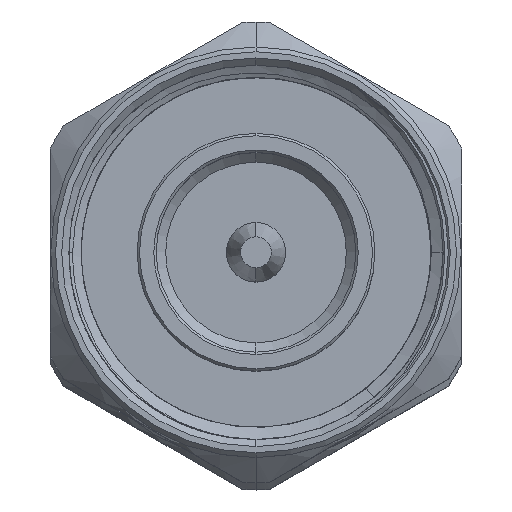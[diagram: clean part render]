
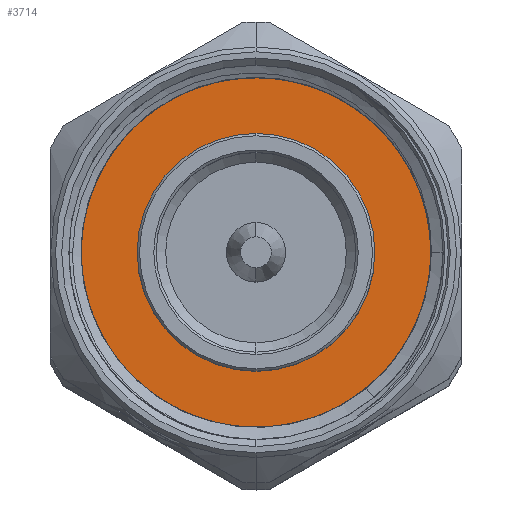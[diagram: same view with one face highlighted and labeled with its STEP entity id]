
A CAD part, top view. The second image highlights one B-rep face of the part: STEP entity #3714.
In plain terms, the highlighted face is planar.
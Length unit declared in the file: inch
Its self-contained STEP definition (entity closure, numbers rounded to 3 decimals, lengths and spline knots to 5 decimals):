
#1 = VERTEX_POINT ( 'NONE', #1751 ) ;
#20 = CARTESIAN_POINT ( 'NONE',  ( 0.3317, 0.22225, -0.30698 ) ) ;
#45 = CARTESIAN_POINT ( 'NONE',  ( 0.3317, 0.36886, -0.01871 ) ) ;
#102 = EDGE_CURVE ( 'NONE', #4231, #4790, #611, .T. ) ;
#147 = AXIS2_PLACEMENT_3D ( 'NONE', #740, #2288, #2312 ) ;
#169 = CARTESIAN_POINT ( 'NONE',  ( 0.3317, 0.20734, -0.31787 ) ) ;
#265 = CARTESIAN_POINT ( 'NONE',  ( 0.3317, 0., 0. ) ) ;
#396 = CARTESIAN_POINT ( 'NONE',  ( 0.3317, 0.02643, -0.38387 ) ) ;
#493 = CARTESIAN_POINT ( 'NONE',  ( 0.3317, -0.3937, 0. ) ) ;
#520 = CARTESIAN_POINT ( 'NONE',  ( 0.3317, 0.15955, -0.34614 ) ) ;
#611 = CIRCLE ( 'NONE', #3549, 0.24999 ) ;
#740 = CARTESIAN_POINT ( 'NONE',  ( 0.3317, 0., 0. ) ) ;
#745 = B_SPLINE_CURVE_WITH_KNOTS ( 'NONE', 3,
 ( #3125, #45, #4675, #1562, #1189, #1220, #2745, #1922, #3489, #3105, #1307, #2360, #3539, #20, #169, #4653, #520, #2771, #2598, #396, #2068, #1164, #2721, #836, #4282, #3921, #2479, #781, #2386, #809, #3897, #1946, #3512, #3947 ),
 .UNSPECIFIED., .F., .F.,
 ( 4, 2, 2, 2, 2, 2, 2, 2, 2, 2, 2, 2, 2, 2, 2, 2, 4 ),
 ( 0., 0.00142, 0.00284, 0.00426, 0.00568, 0.0071, 0.00853, 0.00995, 0.01137, 0.01421, 0.01492, 0.01563, 0.01705, 0.01847, 0.01989, 0.02131, 0.02273 ),
 .UNSPECIFIED. ) ;
#755 = DIRECTION ( 'NONE',  ( -1., 0., 0. ) ) ;
#761 = FACE_OUTER_BOUND ( 'NONE', #1769, .T. ) ;
#781 = CARTESIAN_POINT ( 'NONE',  ( 0.3317, -0.14696, -0.36127 ) ) ;
#786 = PLANE ( 'NONE',  #147 ) ;
#790 = AXIS2_PLACEMENT_3D ( 'NONE', #1366, #2447, #3694 ) ;
#805 = LINE ( 'NONE', #3795, #1532 ) ;
#809 = CARTESIAN_POINT ( 'NONE',  ( 0.3317, -0.19728, -0.33825 ) ) ;
#836 = CARTESIAN_POINT ( 'NONE',  ( 0.3317, -0.03846, -0.38495 ) ) ;
#899 = ORIENTED_EDGE ( 'NONE', *, *, #2675, .T. ) ;
#940 = EDGE_LOOP ( 'NONE', ( #2254, #4087 ) ) ;
#1142 = CARTESIAN_POINT ( 'NONE',  ( 0.3317, 0., 0. ) ) ;
#1164 = CARTESIAN_POINT ( 'NONE',  ( 0.3317, -0.00149, -0.38553 ) ) ;
#1189 = CARTESIAN_POINT ( 'NONE',  ( 0.3317, 0.35974, -0.0927 ) ) ;
#1220 = CARTESIAN_POINT ( 'NONE',  ( 0.3317, 0.34982, -0.12826 ) ) ;
#1243 = VERTEX_POINT ( 'NONE', #493 ) ;
#1307 = CARTESIAN_POINT ( 'NONE',  ( 0.3317, 0.28835, -0.24193 ) ) ;
#1366 = CARTESIAN_POINT ( 'NONE',  ( 0.3317, 0., 0. ) ) ;
#1496 = VERTEX_POINT ( 'NONE', #2577 ) ;
#1532 = VECTOR ( 'NONE', #4603, 39.37008 ) ;
#1562 = CARTESIAN_POINT ( 'NONE',  ( 0.3317, 0.36341, -0.07443 ) ) ;
#1751 = CARTESIAN_POINT ( 'NONE',  ( 0.3317, -0.27282, -0.28385 ) ) ;
#1769 = EDGE_LOOP ( 'NONE', ( #2020, #2539, #4949, #899 ) ) ;
#1771 = AXIS2_PLACEMENT_3D ( 'NONE', #1142, #755, #2665 ) ;
#1790 = DIRECTION ( 'NONE',  ( 0., -1., 0. ) ) ;
#1922 = CARTESIAN_POINT ( 'NONE',  ( 0.3317, 0.32839, -0.17951 ) ) ;
#1938 = AXIS2_PLACEMENT_3D ( 'NONE', #265, #4528, #3356 ) ;
#1946 = CARTESIAN_POINT ( 'NONE',  ( 0.3317, -0.24435, -0.30799 ) ) ;
#1955 = CARTESIAN_POINT ( 'NONE',  ( 0.3317, 0., 0. ) ) ;
#2020 = ORIENTED_EDGE ( 'NONE', *, *, #4045, .T. ) ;
#2068 = CARTESIAN_POINT ( 'NONE',  ( 0.3317, 0.01709, -0.38465 ) ) ;
#2254 = ORIENTED_EDGE ( 'NONE', *, *, #2277, .F. ) ;
#2277 = EDGE_CURVE ( 'NONE', #4790, #4231, #4693, .T. ) ;
#2288 = DIRECTION ( 'NONE',  ( -1., 0., 0. ) ) ;
#2312 = DIRECTION ( 'NONE',  ( 0., -1., 0. ) ) ;
#2360 = CARTESIAN_POINT ( 'NONE',  ( 0.3317, 0.26397, -0.26976 ) ) ;
#2386 = CARTESIAN_POINT ( 'NONE',  ( 0.3317, -0.16408, -0.3544 ) ) ;
#2447 = DIRECTION ( 'NONE',  ( -1., 0., 0. ) ) ;
#2479 = CARTESIAN_POINT ( 'NONE',  ( 0.3317, -0.11165, -0.37259 ) ) ;
#2539 = ORIENTED_EDGE ( 'NONE', *, *, #4352, .T. ) ;
#2577 = CARTESIAN_POINT ( 'NONE',  ( 0.3317, 0.36833, 0. ) ) ;
#2598 = CARTESIAN_POINT ( 'NONE',  ( 0.3317, 0.07264, -0.37827 ) ) ;
#2665 = DIRECTION ( 'NONE',  ( 0., -1., 0. ) ) ;
#2675 = EDGE_CURVE ( 'NONE', #1496, #1, #745, .T. ) ;
#2721 = CARTESIAN_POINT ( 'NONE',  ( 0.3317, -0.01075, -0.38563 ) ) ;
#2729 = DIRECTION ( 'NONE',  ( -1., 0., 0. ) ) ;
#2745 = CARTESIAN_POINT ( 'NONE',  ( 0.3317, 0.34356, -0.14563 ) ) ;
#2771 = CARTESIAN_POINT ( 'NONE',  ( 0.3317, 0.10823, -0.36857 ) ) ;
#3105 = CARTESIAN_POINT ( 'NONE',  ( 0.3317, 0.29945, -0.22719 ) ) ;
#3125 = CARTESIAN_POINT ( 'NONE',  ( 0.3317, 0.36833, 0. ) ) ;
#3356 = DIRECTION ( 'NONE',  ( 0., -1., 0. ) ) ;
#3365 = CARTESIAN_POINT ( 'NONE',  ( 0.3317, 0.3937, 0. ) ) ;
#3489 = CARTESIAN_POINT ( 'NONE',  ( 0.3317, 0.31944, -0.19606 ) ) ;
#3512 = CARTESIAN_POINT ( 'NONE',  ( 0.3317, -0.259, -0.29645 ) ) ;
#3539 = CARTESIAN_POINT ( 'NONE',  ( 0.3317, 0.25057, -0.28294 ) ) ;
#3549 = AXIS2_PLACEMENT_3D ( 'NONE', #1955, #2729, #1790 ) ;
#3639 = VERTEX_POINT ( 'NONE', #3365 ) ;
#3694 = DIRECTION ( 'NONE',  ( 0., -1., 0. ) ) ;
#3714 = ADVANCED_FACE ( 'NONE', ( #4590, #761 ), #786, .T. ) ;
#3795 = CARTESIAN_POINT ( 'NONE',  ( 0.3317, 0., 0. ) ) ;
#3822 = CIRCLE ( 'NONE', #1771, 0.3937 ) ;
#3897 = CARTESIAN_POINT ( 'NONE',  ( 0.3317, -0.21342, -0.32895 ) ) ;
#3921 = CARTESIAN_POINT ( 'NONE',  ( 0.3317, -0.09337, -0.37703 ) ) ;
#3947 = CARTESIAN_POINT ( 'NONE',  ( 0.3317, -0.27282, -0.28385 ) ) ;
#3998 = CARTESIAN_POINT ( 'NONE',  ( 0.3317, 0.24999, 0. ) ) ;
#4045 = EDGE_CURVE ( 'NONE', #1, #1243, #3822, .T. ) ;
#4087 = ORIENTED_EDGE ( 'NONE', *, *, #102, .F. ) ;
#4144 = CARTESIAN_POINT ( 'NONE',  ( 0.3317, -0.24999, 0. ) ) ;
#4155 = CIRCLE ( 'NONE', #1938, 0.3937 ) ;
#4159 = EDGE_CURVE ( 'NONE', #3639, #1496, #805, .T. ) ;
#4231 = VERTEX_POINT ( 'NONE', #3998 ) ;
#4282 = CARTESIAN_POINT ( 'NONE',  ( 0.3317, -0.05683, -0.38319 ) ) ;
#4352 = EDGE_CURVE ( 'NONE', #1243, #3639, #4155, .T. ) ;
#4528 = DIRECTION ( 'NONE',  ( -1., 0., 0. ) ) ;
#4590 = FACE_BOUND ( 'NONE', #940, .T. ) ;
#4603 = DIRECTION ( 'NONE',  ( 0., -1., 0. ) ) ;
#4653 = CARTESIAN_POINT ( 'NONE',  ( 0.3317, 0.17602, -0.33744 ) ) ;
#4675 = CARTESIAN_POINT ( 'NONE',  ( 0.3317, 0.36797, -0.03733 ) ) ;
#4693 = CIRCLE ( 'NONE', #790, 0.24999 ) ;
#4790 = VERTEX_POINT ( 'NONE', #4144 ) ;
#4949 = ORIENTED_EDGE ( 'NONE', *, *, #4159, .T. ) ;
